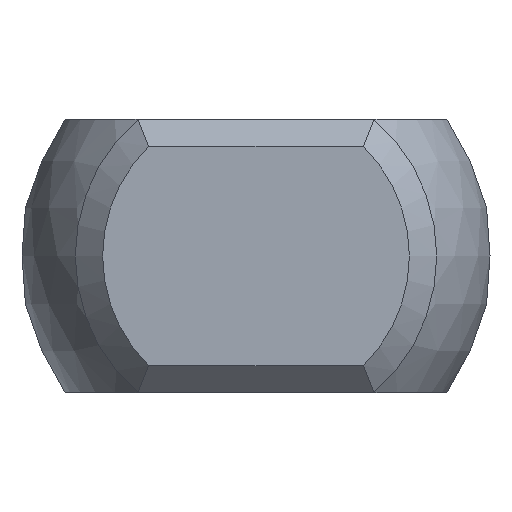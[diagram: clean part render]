
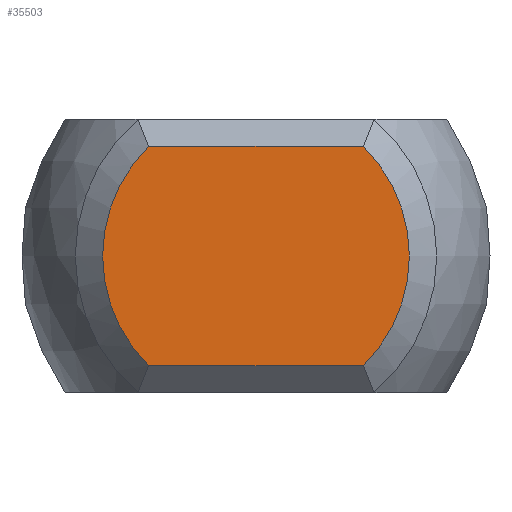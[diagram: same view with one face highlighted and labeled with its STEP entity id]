
A CAD part, left-side view. The second image highlights one B-rep face of the part: STEP entity #35503.
In plain terms, the highlighted planar face has unit normal (-1, 0, 0).
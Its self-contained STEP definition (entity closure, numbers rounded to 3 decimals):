
#33917 = PLANE('',#33918);
#33918 = AXIS2_PLACEMENT_3D('',#33919,#33920,#33921);
#33919 = CARTESIAN_POINT('',(-24.75,3.125,2.25));
#33920 = DIRECTION('',(-0.707,0.,0.707));
#33921 = DIRECTION('',(0.707,0.,0.707));
#35147 = EDGE_CURVE('',#35148,#35150,#35152,.T.);
#35148 = VERTEX_POINT('',#35149);
#35149 = CARTESIAN_POINT('',(-25.,-1.96,-2.));
#35150 = VERTEX_POINT('',#35151);
#35151 = CARTESIAN_POINT('',(-25.,1.96,-2.));
#35152 = SURFACE_CURVE('',#35153,(#35157,#35169),.PCURVE_S1.);
#35153 = LINE('',#35154,#35155);
#35154 = CARTESIAN_POINT('',(-25.,-3.125,-2.));
#35155 = VECTOR('',#35156,1.);
#35156 = DIRECTION('',(0.,1.,0.));
#35157 = PCURVE('',#35158,#35163);
#35158 = PLANE('',#35159);
#35159 = AXIS2_PLACEMENT_3D('',#35160,#35161,#35162);
#35160 = CARTESIAN_POINT('',(-24.75,-3.125,-2.25));
#35161 = DIRECTION('',(-0.707,0.,
    -0.707));
#35162 = DIRECTION('',(-0.707,0.,0.707));
#35163 = DEFINITIONAL_REPRESENTATION('',(#35164),#35168);
#35164 = LINE('',#35165,#35166);
#35165 = CARTESIAN_POINT('',(0.354,0.));
#35166 = VECTOR('',#35167,1.);
#35167 = DIRECTION('',(0.,1.));
#35168 = ( GEOMETRIC_REPRESENTATION_CONTEXT(2) 
PARAMETRIC_REPRESENTATION_CONTEXT() REPRESENTATION_CONTEXT('2D SPACE',''
  ) );
#35169 = PCURVE('',#35170,#35175);
#35170 = PLANE('',#35171);
#35171 = AXIS2_PLACEMENT_3D('',#35172,#35173,#35174);
#35172 = CARTESIAN_POINT('',(-25.,0.,0.));
#35173 = DIRECTION('',(1.,0.,0.));
#35174 = DIRECTION('',(0.,0.,-1.));
#35175 = DEFINITIONAL_REPRESENTATION('',(#35176),#35180);
#35176 = LINE('',#35177,#35178);
#35177 = CARTESIAN_POINT('',(2.,-3.125));
#35178 = VECTOR('',#35179,1.);
#35179 = DIRECTION('',(0.,1.));
#35180 = ( GEOMETRIC_REPRESENTATION_CONTEXT(2) 
PARAMETRIC_REPRESENTATION_CONTEXT() REPRESENTATION_CONTEXT('2D SPACE',''
  ) );
#35200 = CONICAL_SURFACE('',#35201,3.05,0.785);
#35201 = AXIS2_PLACEMENT_3D('',#35202,#35203,#35204);
#35202 = CARTESIAN_POINT('',(-24.75,0.,0.));
#35203 = DIRECTION('',(1.,0.,0.));
#35204 = DIRECTION('',(-0.,1.,0.));
#35250 = CONICAL_SURFACE('',#35251,3.05,0.785);
#35251 = AXIS2_PLACEMENT_3D('',#35252,#35253,#35254);
#35252 = CARTESIAN_POINT('',(-24.75,0.,0.));
#35253 = DIRECTION('',(1.,0.,0.));
#35254 = DIRECTION('',(0.,-1.,0.));
#35264 = EDGE_CURVE('',#35265,#35267,#35269,.T.);
#35265 = VERTEX_POINT('',#35266);
#35266 = CARTESIAN_POINT('',(-25.,1.96,2.));
#35267 = VERTEX_POINT('',#35268);
#35268 = CARTESIAN_POINT('',(-25.,-1.96,2.));
#35269 = SURFACE_CURVE('',#35270,(#35274,#35281),.PCURVE_S1.);
#35270 = LINE('',#35271,#35272);
#35271 = CARTESIAN_POINT('',(-25.,3.125,2.));
#35272 = VECTOR('',#35273,1.);
#35273 = DIRECTION('',(0.,-1.,0.));
#35274 = PCURVE('',#33917,#35275);
#35275 = DEFINITIONAL_REPRESENTATION('',(#35276),#35280);
#35276 = LINE('',#35277,#35278);
#35277 = CARTESIAN_POINT('',(-0.354,0.));
#35278 = VECTOR('',#35279,1.);
#35279 = DIRECTION('',(0.,-1.));
#35280 = ( GEOMETRIC_REPRESENTATION_CONTEXT(2) 
PARAMETRIC_REPRESENTATION_CONTEXT() REPRESENTATION_CONTEXT('2D SPACE',''
  ) );
#35281 = PCURVE('',#35170,#35282);
#35282 = DEFINITIONAL_REPRESENTATION('',(#35283),#35287);
#35283 = LINE('',#35284,#35285);
#35284 = CARTESIAN_POINT('',(-2.,3.125));
#35285 = VECTOR('',#35286,1.);
#35286 = DIRECTION('',(0.,-1.));
#35287 = ( GEOMETRIC_REPRESENTATION_CONTEXT(2) 
PARAMETRIC_REPRESENTATION_CONTEXT() REPRESENTATION_CONTEXT('2D SPACE',''
  ) );
#35360 = EDGE_CURVE('',#35267,#35148,#35361,.T.);
#35361 = SURFACE_CURVE('',#35362,(#35367,#35374),.PCURVE_S1.);
#35362 = CIRCLE('',#35363,2.8);
#35363 = AXIS2_PLACEMENT_3D('',#35364,#35365,#35366);
#35364 = CARTESIAN_POINT('',(-25.,0.,0.));
#35365 = DIRECTION('',(1.,0.,0.));
#35366 = DIRECTION('',(0.,-1.,0.));
#35367 = PCURVE('',#35250,#35368);
#35368 = DEFINITIONAL_REPRESENTATION('',(#35369),#35373);
#35369 = LINE('',#35370,#35371);
#35370 = CARTESIAN_POINT('',(-6.283,-0.25));
#35371 = VECTOR('',#35372,1.);
#35372 = DIRECTION('',(1.,0.));
#35373 = ( GEOMETRIC_REPRESENTATION_CONTEXT(2) 
PARAMETRIC_REPRESENTATION_CONTEXT() REPRESENTATION_CONTEXT('2D SPACE',''
  ) );
#35374 = PCURVE('',#35170,#35375);
#35375 = DEFINITIONAL_REPRESENTATION('',(#35376),#35380);
#35376 = CIRCLE('',#35377,2.8);
#35377 = AXIS2_PLACEMENT_2D('',#35378,#35379);
#35378 = CARTESIAN_POINT('',(0.,0.));
#35379 = DIRECTION('',(0.,-1.));
#35380 = ( GEOMETRIC_REPRESENTATION_CONTEXT(2) 
PARAMETRIC_REPRESENTATION_CONTEXT() REPRESENTATION_CONTEXT('2D SPACE',''
  ) );
#35386 = EDGE_CURVE('',#35150,#35265,#35387,.T.);
#35387 = SURFACE_CURVE('',#35388,(#35393,#35400),.PCURVE_S1.);
#35388 = CIRCLE('',#35389,2.8);
#35389 = AXIS2_PLACEMENT_3D('',#35390,#35391,#35392);
#35390 = CARTESIAN_POINT('',(-25.,0.,0.));
#35391 = DIRECTION('',(1.,0.,0.));
#35392 = DIRECTION('',(-0.,1.,0.));
#35393 = PCURVE('',#35200,#35394);
#35394 = DEFINITIONAL_REPRESENTATION('',(#35395),#35399);
#35395 = LINE('',#35396,#35397);
#35396 = CARTESIAN_POINT('',(0.,-0.25));
#35397 = VECTOR('',#35398,1.);
#35398 = DIRECTION('',(1.,0.));
#35399 = ( GEOMETRIC_REPRESENTATION_CONTEXT(2) 
PARAMETRIC_REPRESENTATION_CONTEXT() REPRESENTATION_CONTEXT('2D SPACE',''
  ) );
#35400 = PCURVE('',#35170,#35401);
#35401 = DEFINITIONAL_REPRESENTATION('',(#35402),#35406);
#35402 = CIRCLE('',#35403,2.8);
#35403 = AXIS2_PLACEMENT_2D('',#35404,#35405);
#35404 = CARTESIAN_POINT('',(0.,0.));
#35405 = DIRECTION('',(0.,1.));
#35406 = ( GEOMETRIC_REPRESENTATION_CONTEXT(2) 
PARAMETRIC_REPRESENTATION_CONTEXT() REPRESENTATION_CONTEXT('2D SPACE',''
  ) );
#35503 = ADVANCED_FACE('',(#35504),#35170,.F.);
#35504 = FACE_BOUND('',#35505,.T.);
#35505 = EDGE_LOOP('',(#35506,#35507,#35508,#35509));
#35506 = ORIENTED_EDGE('',*,*,#35264,.F.);
#35507 = ORIENTED_EDGE('',*,*,#35386,.F.);
#35508 = ORIENTED_EDGE('',*,*,#35147,.F.);
#35509 = ORIENTED_EDGE('',*,*,#35360,.F.);
